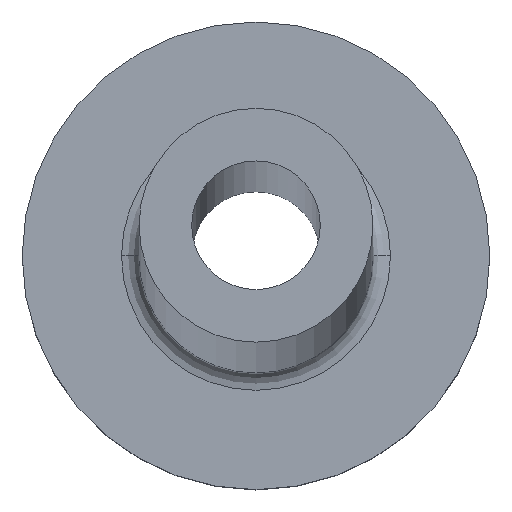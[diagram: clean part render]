
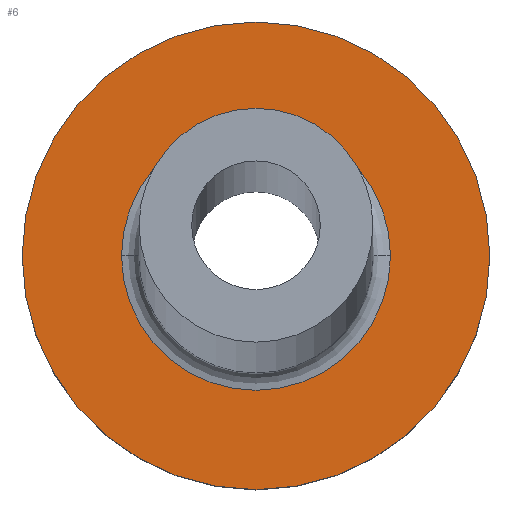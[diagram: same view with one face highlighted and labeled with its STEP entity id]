
A CAD part, top view. The second image highlights one B-rep face of the part: STEP entity #6.
In plain terms, the highlighted planar face has unit normal (0, 0, 1).
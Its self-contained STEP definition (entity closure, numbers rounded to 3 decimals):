
#6 = ADVANCED_FACE ( 'NONE', ( #146, #352 ), #207, .T. ) ;
#11 = EDGE_CURVE ( 'NONE', #339, #104, #321, .T. ) ;
#27 = DIRECTION ( 'NONE',  ( 1., 0., 0. ) ) ;
#38 = CIRCLE ( 'NONE', #348, 4. ) ;
#40 = DIRECTION ( 'NONE',  ( 0., 0., 1. ) ) ;
#45 = AXIS2_PLACEMENT_3D ( 'NONE', #350, #317, #378 ) ;
#49 = EDGE_CURVE ( 'NONE', #104, #339, #232, .T. ) ;
#51 = ORIENTED_EDGE ( 'NONE', *, *, #100, .T. ) ;
#55 = DIRECTION ( 'NONE',  ( 1., 0., 0. ) ) ;
#63 = DIRECTION ( 'NONE',  ( 1., 0., 0. ) ) ;
#80 = CARTESIAN_POINT ( 'NONE',  ( -2.3, 0., 3. ) ) ;
#100 = EDGE_CURVE ( 'NONE', #312, #323, #237, .T. ) ;
#104 = VERTEX_POINT ( 'NONE', #173 ) ;
#111 = CARTESIAN_POINT ( 'NONE',  ( 0., 0., 3. ) ) ;
#146 = FACE_BOUND ( 'NONE', #278, .T. ) ;
#152 = EDGE_CURVE ( 'NONE', #323, #312, #38, .T. ) ;
#157 = AXIS2_PLACEMENT_3D ( 'NONE', #351, #235, #55 ) ;
#173 = CARTESIAN_POINT ( 'NONE',  ( 2.3, 0., 3. ) ) ;
#201 = DIRECTION ( 'NONE',  ( 1., 0., 0. ) ) ;
#207 = PLANE ( 'NONE',  #300 ) ;
#220 = ORIENTED_EDGE ( 'NONE', *, *, #152, .T. ) ;
#222 = CARTESIAN_POINT ( 'NONE',  ( -4., 0., 3. ) ) ;
#229 = ORIENTED_EDGE ( 'NONE', *, *, #11, .T. ) ;
#231 = DIRECTION ( 'NONE',  ( 0., 0., 1. ) ) ;
#232 = CIRCLE ( 'NONE', #45, 2.3 ) ;
#235 = DIRECTION ( 'NONE',  ( 0., 0., -1. ) ) ;
#237 = CIRCLE ( 'NONE', #276, 4. ) ;
#275 = EDGE_LOOP ( 'NONE', ( #51, #220 ) ) ;
#276 = AXIS2_PLACEMENT_3D ( 'NONE', #111, #231, #201 ) ;
#278 = EDGE_LOOP ( 'NONE', ( #340, #229 ) ) ;
#285 = CARTESIAN_POINT ( 'NONE',  ( 0., 0., 3. ) ) ;
#300 = AXIS2_PLACEMENT_3D ( 'NONE', #285, #314, #27 ) ;
#309 = CARTESIAN_POINT ( 'NONE',  ( 4., 0., 3. ) ) ;
#312 = VERTEX_POINT ( 'NONE', #222 ) ;
#314 = DIRECTION ( 'NONE',  ( 0., 0., 1. ) ) ;
#317 = DIRECTION ( 'NONE',  ( 0., 0., -1. ) ) ;
#321 = CIRCLE ( 'NONE', #157, 2.3 ) ;
#323 = VERTEX_POINT ( 'NONE', #309 ) ;
#325 = CARTESIAN_POINT ( 'NONE',  ( 0., 0., 3. ) ) ;
#339 = VERTEX_POINT ( 'NONE', #80 ) ;
#340 = ORIENTED_EDGE ( 'NONE', *, *, #49, .T. ) ;
#348 = AXIS2_PLACEMENT_3D ( 'NONE', #325, #40, #63 ) ;
#350 = CARTESIAN_POINT ( 'NONE',  ( 0., 0., 3. ) ) ;
#351 = CARTESIAN_POINT ( 'NONE',  ( 0., 0., 3. ) ) ;
#352 = FACE_OUTER_BOUND ( 'NONE', #275, .T. ) ;
#378 = DIRECTION ( 'NONE',  ( 1., 0., 0. ) ) ;
